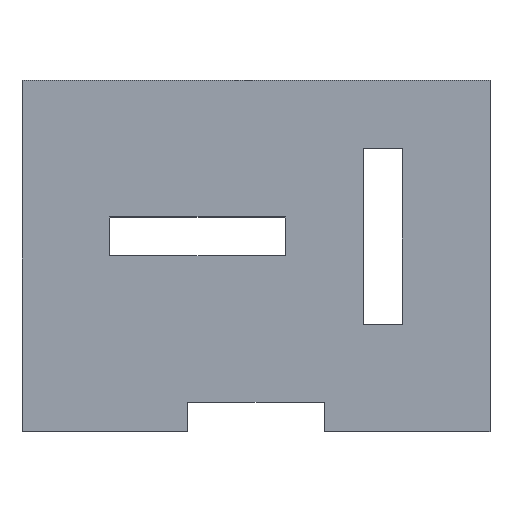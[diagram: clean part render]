
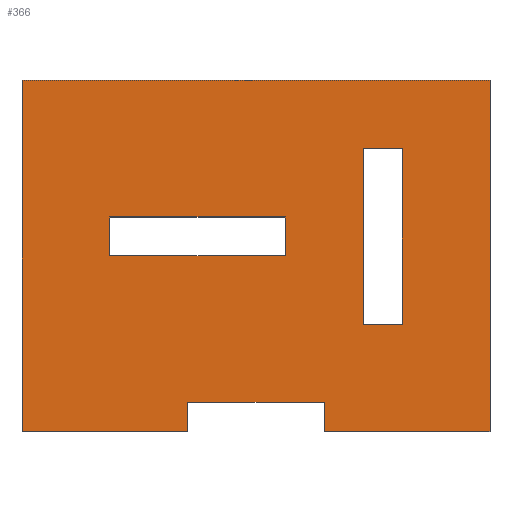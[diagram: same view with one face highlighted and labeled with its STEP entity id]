
A CAD part, top view. The second image highlights one B-rep face of the part: STEP entity #366.
In plain terms, the highlighted planar face has unit normal (0, 0, 1).
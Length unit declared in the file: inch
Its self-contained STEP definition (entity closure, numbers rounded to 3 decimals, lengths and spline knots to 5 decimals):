
#17=FACE_BOUND('',#57,.T.);
#18=FACE_BOUND('',#58,.T.);
#36=FACE_OUTER_BOUND('',#56,.T.);
#56=EDGE_LOOP('',(#315,#316,#317,#318,#319,#320,#321,#322));
#57=EDGE_LOOP('',(#323,#324,#325,#326));
#58=EDGE_LOOP('',(#327,#328,#329,#330));
#61=LINE('',#499,#109);
#64=LINE('',#505,#112);
#67=LINE('',#511,#115);
#70=LINE('',#515,#118);
#73=LINE('',#523,#121);
#76=LINE('',#529,#124);
#80=LINE('',#536,#128);
#83=LINE('',#544,#131);
#86=LINE('',#550,#134);
#89=LINE('',#556,#137);
#92=LINE('',#560,#140);
#93=LINE('',#563,#141);
#101=LINE('',#579,#149);
#103=LINE('',#582,#151);
#104=LINE('',#585,#152);
#106=LINE('',#588,#154);
#109=VECTOR('',#411,0.3937);
#112=VECTOR('',#416,0.3937);
#115=VECTOR('',#421,0.3937);
#118=VECTOR('',#426,0.3937);
#121=VECTOR('',#431,0.3937);
#124=VECTOR('',#436,0.3937);
#128=VECTOR('',#442,0.3937);
#131=VECTOR('',#447,0.3937);
#134=VECTOR('',#452,0.3937);
#137=VECTOR('',#457,0.3937);
#140=VECTOR('',#462,0.3937);
#141=VECTOR('',#465,0.3937);
#149=VECTOR('',#477,0.3937);
#151=VECTOR('',#481,0.3937);
#152=VECTOR('',#484,0.3937);
#154=VECTOR('',#488,0.3937);
#157=VERTEX_POINT('',#496);
#158=VERTEX_POINT('',#498);
#160=VERTEX_POINT('',#504);
#162=VERTEX_POINT('',#510);
#165=VERTEX_POINT('',#520);
#166=VERTEX_POINT('',#522);
#168=VERTEX_POINT('',#528);
#170=VERTEX_POINT('',#534);
#173=VERTEX_POINT('',#541);
#174=VERTEX_POINT('',#543);
#176=VERTEX_POINT('',#549);
#178=VERTEX_POINT('',#555);
#179=VERTEX_POINT('',#562);
#184=VERTEX_POINT('',#576);
#185=VERTEX_POINT('',#578);
#186=VERTEX_POINT('',#584);
#189=EDGE_CURVE('',#158,#157,#61,.T.);
#192=EDGE_CURVE('',#160,#158,#64,.T.);
#195=EDGE_CURVE('',#162,#160,#67,.T.);
#198=EDGE_CURVE('',#157,#162,#70,.T.);
#201=EDGE_CURVE('',#166,#165,#73,.T.);
#204=EDGE_CURVE('',#168,#166,#76,.T.);
#208=EDGE_CURVE('',#165,#170,#80,.T.);
#211=EDGE_CURVE('',#174,#173,#83,.T.);
#214=EDGE_CURVE('',#176,#174,#86,.T.);
#217=EDGE_CURVE('',#178,#176,#89,.T.);
#220=EDGE_CURVE('',#173,#178,#92,.T.);
#221=EDGE_CURVE('',#179,#168,#93,.T.);
#229=EDGE_CURVE('',#185,#184,#101,.T.);
#231=EDGE_CURVE('',#170,#185,#103,.T.);
#232=EDGE_CURVE('',#186,#179,#104,.T.);
#234=EDGE_CURVE('',#184,#186,#106,.T.);
#315=ORIENTED_EDGE('',*,*,#208,.T.);
#316=ORIENTED_EDGE('',*,*,#231,.T.);
#317=ORIENTED_EDGE('',*,*,#229,.T.);
#318=ORIENTED_EDGE('',*,*,#234,.T.);
#319=ORIENTED_EDGE('',*,*,#232,.T.);
#320=ORIENTED_EDGE('',*,*,#221,.T.);
#321=ORIENTED_EDGE('',*,*,#204,.T.);
#322=ORIENTED_EDGE('',*,*,#201,.T.);
#323=ORIENTED_EDGE('',*,*,#195,.T.);
#324=ORIENTED_EDGE('',*,*,#192,.T.);
#325=ORIENTED_EDGE('',*,*,#189,.T.);
#326=ORIENTED_EDGE('',*,*,#198,.T.);
#327=ORIENTED_EDGE('',*,*,#217,.T.);
#328=ORIENTED_EDGE('',*,*,#214,.T.);
#329=ORIENTED_EDGE('',*,*,#211,.T.);
#330=ORIENTED_EDGE('',*,*,#220,.T.);
#348=PLANE('',#404);
#366=ADVANCED_FACE('',(#36,#17,#18),#348,.T.);
#404=AXIS2_PLACEMENT_3D('',#589,#489,#490);
#411=DIRECTION('',(0.,-1.,0.));
#416=DIRECTION('',(1.,0.,0.));
#421=DIRECTION('',(0.,1.,0.));
#426=DIRECTION('',(-1.,0.,0.));
#431=DIRECTION('',(1.,0.,0.));
#436=DIRECTION('',(0.,1.,0.));
#442=DIRECTION('',(0.,-1.,0.));
#447=DIRECTION('',(1.,0.,0.));
#452=DIRECTION('',(0.,1.,0.));
#457=DIRECTION('',(-1.,0.,0.));
#462=DIRECTION('',(0.,-1.,0.));
#465=DIRECTION('',(1.,0.,0.));
#477=DIRECTION('',(0.,1.,0.));
#481=DIRECTION('',(1.,0.,0.));
#484=DIRECTION('',(0.,-1.,0.));
#488=DIRECTION('',(-1.,0.,0.));
#489=DIRECTION('center_axis',(0.,0.,1.));
#490=DIRECTION('ref_axis',(1.,0.,0.));
#496=CARTESIAN_POINT('',(3.,18.,0.75));
#498=CARTESIAN_POINT('',(3.,22.,0.75));
#499=CARTESIAN_POINT('',(3.,20.,0.75));
#504=CARTESIAN_POINT('',(-15.,22.,0.75));
#505=CARTESIAN_POINT('',(-7.5,22.,0.75));
#510=CARTESIAN_POINT('',(-15.,18.,0.75));
#511=CARTESIAN_POINT('',(-15.,18.,0.75));
#515=CARTESIAN_POINT('',(1.5,18.,0.75));
#520=CARTESIAN_POINT('',(7.,3.,0.75));
#522=CARTESIAN_POINT('',(-7.,3.,0.75));
#523=CARTESIAN_POINT('',(-3.5,3.,0.75));
#528=CARTESIAN_POINT('',(-7.,0.,0.75));
#529=CARTESIAN_POINT('',(-7.,9.,0.75));
#534=CARTESIAN_POINT('',(7.,0.,0.75));
#536=CARTESIAN_POINT('',(7.,10.5,0.75));
#541=CARTESIAN_POINT('',(15.,29.,0.75));
#543=CARTESIAN_POINT('',(11.,29.,0.75));
#544=CARTESIAN_POINT('',(5.5,29.,0.75));
#549=CARTESIAN_POINT('',(11.,11.,0.75));
#550=CARTESIAN_POINT('',(11.,14.5,0.75));
#555=CARTESIAN_POINT('',(15.,11.,0.75));
#556=CARTESIAN_POINT('',(7.5,11.,0.75));
#560=CARTESIAN_POINT('',(15.,23.5,0.75));
#562=CARTESIAN_POINT('',(-24.,0.,0.75));
#563=CARTESIAN_POINT('',(24.,0.,0.75));
#576=CARTESIAN_POINT('',(24.,36.,0.75));
#578=CARTESIAN_POINT('',(24.,0.,0.75));
#579=CARTESIAN_POINT('',(24.,36.,0.75));
#582=CARTESIAN_POINT('',(24.,0.,0.75));
#584=CARTESIAN_POINT('',(-24.,36.,0.75));
#585=CARTESIAN_POINT('',(-24.,0.,0.75));
#588=CARTESIAN_POINT('',(-24.,36.,0.75));
#589=CARTESIAN_POINT('Origin',(0.,18.,0.75));
